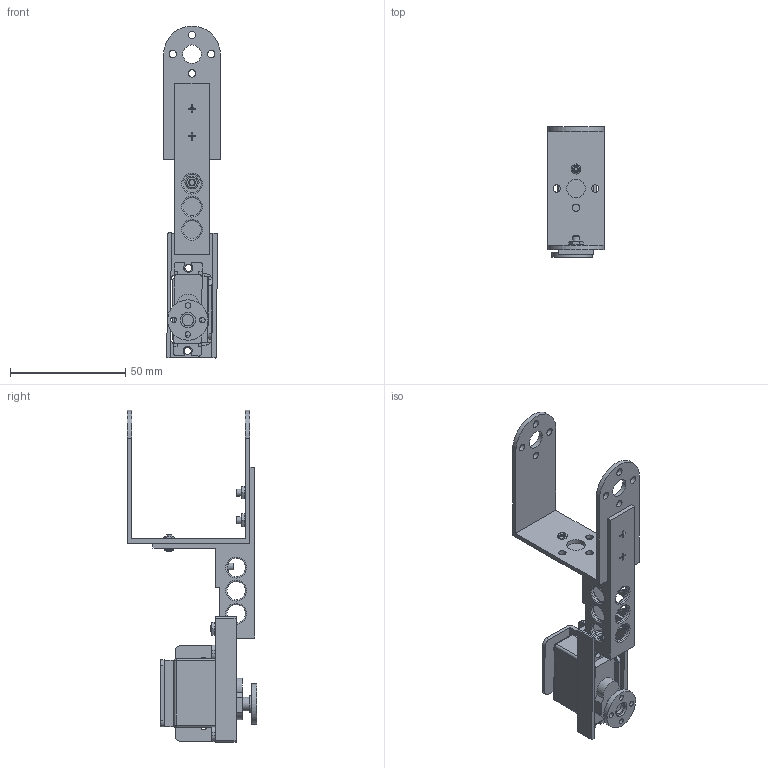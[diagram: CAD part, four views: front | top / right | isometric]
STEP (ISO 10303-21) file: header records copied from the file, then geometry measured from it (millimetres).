
FILE_DESCRIPTION(/* description */ (''),/* implementation_level */ '2;1');
FILE_NAME(/* name */ 'thigh_left_ipt_d01cdd9b.STEP',/* time_stamp */ '2018-03-02T15:59:26+01:00',/* author */ ('Work'),/* organization */ (''),/* preprocessor_version */ 'ST-DEVELOPER v16.5',/* originating_system */ 'Autodesk Inventor 2017',/* authorisation */ '');
FILE_SCHEMA (('AUTOMOTIVE_DESIGN { 1 0 10303 214 3 1 1 }'));
Length unit declared in the file: millimetre
Products named in the file (1): thigh_left1
Bounding box: 24.6 x 56.2 x 143.86 mm (x, y, z)
Volume: 28892.8 mm3; surface area: 23338.8 mm2
Topology: 1 solids, 12 shells, 492 faces, 1391 edges, 921 vertices
Faces by surface type: plane 231, cylinder 120, cone 88, torus 46, sphere 7
Full cylindrical faces by diameter (mm): 1.783 x1, 2 x3, 2.388 x8, 2.693 x3, 2.729 x2, 3 x13, 3.175 x2, 3.2 x12, 5.031 x1, 6 x1, 6.746 x1, 7.019 x1, 8 x12, 8.001 x2, 17.475 x1
Entity records: 15902 total; most frequent: CARTESIAN_POINT 3228, DIRECTION 2533, ORIENTED_EDGE 2410, EDGE_CURVE 1205, AXIS2_PLACEMENT_3D 990, VERTEX_POINT 861, EDGE_LOOP 724, LINE 553
